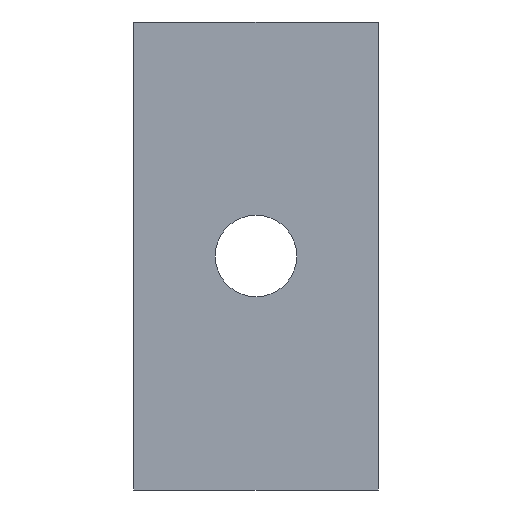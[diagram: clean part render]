
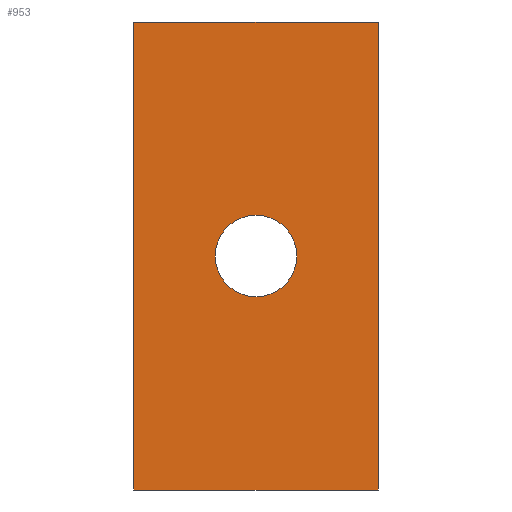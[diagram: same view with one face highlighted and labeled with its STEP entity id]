
A CAD part, front view. The second image highlights one B-rep face of the part: STEP entity #953.
In plain terms, the highlighted planar face has unit normal (0, -1, 0).
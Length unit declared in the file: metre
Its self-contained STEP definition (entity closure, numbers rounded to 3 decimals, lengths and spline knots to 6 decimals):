
#14=CIRCLE('',#1020,0.0015);
#94=ORIENTED_EDGE('',*,*,#329,.F.);
#95=ORIENTED_EDGE('',*,*,#338,.T.);
#96=ORIENTED_EDGE('',*,*,#346,.T.);
#97=ORIENTED_EDGE('',*,*,#347,.F.);
#98=ORIENTED_EDGE('',*,*,#348,.F.);
#329=EDGE_CURVE('',#462,#463,#552,.T.);
#338=EDGE_CURVE('',#462,#468,#561,.T.);
#346=EDGE_CURVE('',#468,#473,#569,.T.);
#347=EDGE_CURVE('',#463,#473,#570,.T.);
#348=EDGE_CURVE('',#474,#474,#14,.T.);
#462=VERTEX_POINT('',#1406);
#463=VERTEX_POINT('',#1408);
#468=VERTEX_POINT('',#1422);
#473=VERTEX_POINT('',#1436);
#474=VERTEX_POINT('',#1442);
#552=LINE('',#1407,#684);
#561=LINE('',#1423,#693);
#569=LINE('',#1437,#701);
#570=LINE('',#1439,#702);
#684=VECTOR('',#1121,1.);
#693=VECTOR('',#1132,1.);
#701=VECTOR('',#1142,1.);
#702=VECTOR('',#1145,1.);
#785=EDGE_LOOP('',(#94,#95,#96,#97));
#786=EDGE_LOOP('',(#98));
#847=FACE_BOUND('',#785,.T.);
#848=FACE_BOUND('',#786,.T.);
#900=PLANE('',#1021);
#953=ADVANCED_FACE('',(#847,#848),#900,.T.);
#1020=AXIS2_PLACEMENT_3D('',#1441,#1148,#1149);
#1021=AXIS2_PLACEMENT_3D('',#1443,#1150,#1151);
#1121=DIRECTION('',(0.,0.,1.));
#1132=DIRECTION('',(1.,0.,0.));
#1142=DIRECTION('',(0.,0.,1.));
#1145=DIRECTION('',(1.,0.,0.));
#1148=DIRECTION('',(0.,-1.,0.));
#1149=DIRECTION('',(1.,0.,0.));
#1150=DIRECTION('',(0.,-1.,0.));
#1151=DIRECTION('',(1.,0.,0.));
#1406=CARTESIAN_POINT('',(-0.022,-0.0253,-0.0316));
#1407=CARTESIAN_POINT('',(-0.022,-0.0253,-0.023));
#1408=CARTESIAN_POINT('',(-0.022,-0.0253,-0.0144));
#1422=CARTESIAN_POINT('',(-0.013,-0.0253,-0.0316));
#1423=CARTESIAN_POINT('',(-0.0175,-0.0253,-0.0316));
#1436=CARTESIAN_POINT('',(-0.013,-0.0253,-0.0144));
#1437=CARTESIAN_POINT('',(-0.013,-0.0253,-0.023));
#1439=CARTESIAN_POINT('',(-0.0175,-0.0253,-0.0144));
#1441=CARTESIAN_POINT('',(-0.0175,-0.0253,-0.023));
#1442=CARTESIAN_POINT('',(-0.016,-0.0253,-0.023));
#1443=CARTESIAN_POINT('',(-0.0175,-0.0253,-0.023));
